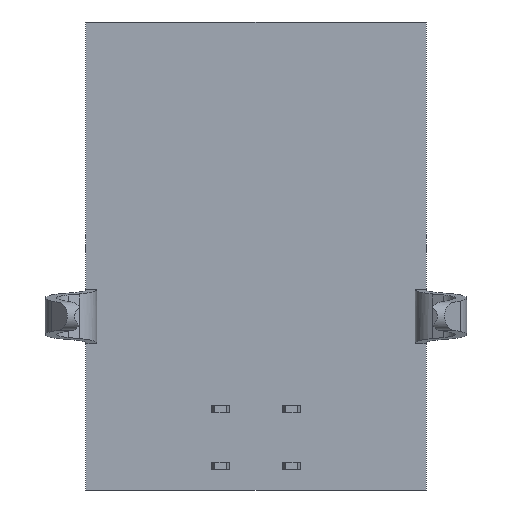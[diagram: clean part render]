
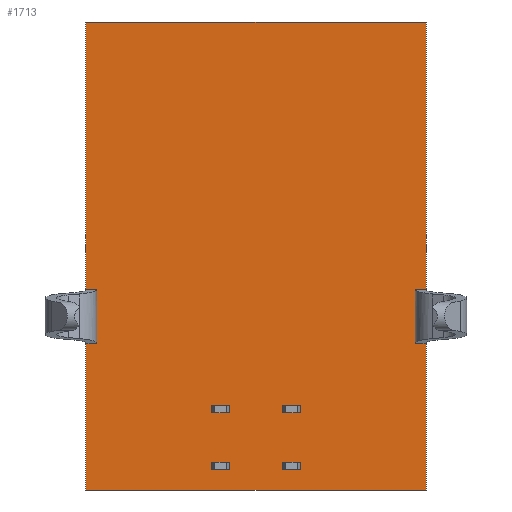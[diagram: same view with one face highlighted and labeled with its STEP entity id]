
A CAD part, front view. The second image highlights one B-rep face of the part: STEP entity #1713.
In plain terms, the highlighted planar face has unit normal (0, -1, 0).
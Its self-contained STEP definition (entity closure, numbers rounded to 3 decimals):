
#286 = PLANE('',#287);
#287 = AXIS2_PLACEMENT_3D('',#288,#289,#290);
#288 = CARTESIAN_POINT('',(-6.,5.25,8.25));
#289 = DIRECTION('',(0.,0.,1.));
#290 = DIRECTION('',(1.,0.,0.));
#929 = VERTEX_POINT('',#930);
#930 = CARTESIAN_POINT('',(-6.,-5.25,8.25));
#944 = PLANE('',#945);
#945 = AXIS2_PLACEMENT_3D('',#946,#947,#948);
#946 = CARTESIAN_POINT('',(-6.,-5.25,-8.25));
#947 = DIRECTION('',(-1.,0.,0.));
#948 = DIRECTION('',(0.,1.,0.));
#956 = EDGE_CURVE('',#957,#929,#959,.T.);
#957 = VERTEX_POINT('',#958);
#958 = CARTESIAN_POINT('',(6.,-5.25,8.25));
#959 = SURFACE_CURVE('',#960,(#964,#971),.PCURVE_S1.);
#960 = LINE('',#961,#962);
#961 = CARTESIAN_POINT('',(6.,-5.25,8.25));
#962 = VECTOR('',#963,1.);
#963 = DIRECTION('',(-1.,0.,0.));
#964 = PCURVE('',#286,#965);
#965 = DEFINITIONAL_REPRESENTATION('',(#966),#970);
#966 = LINE('',#967,#968);
#967 = CARTESIAN_POINT('',(12.,-10.5));
#968 = VECTOR('',#969,1.);
#969 = DIRECTION('',(-1.,0.));
#970 = ( GEOMETRIC_REPRESENTATION_CONTEXT(2) 
PARAMETRIC_REPRESENTATION_CONTEXT() REPRESENTATION_CONTEXT('2D SPACE',''
  ) );
#971 = PCURVE('',#972,#977);
#972 = PLANE('',#973);
#973 = AXIS2_PLACEMENT_3D('',#974,#975,#976);
#974 = CARTESIAN_POINT('',(6.,-5.25,-8.25));
#975 = DIRECTION('',(0.,-1.,0.));
#976 = DIRECTION('',(-1.,0.,0.));
#977 = DEFINITIONAL_REPRESENTATION('',(#978),#982);
#978 = LINE('',#979,#980);
#979 = CARTESIAN_POINT('',(0.,-16.5));
#980 = VECTOR('',#981,1.);
#981 = DIRECTION('',(1.,0.));
#982 = ( GEOMETRIC_REPRESENTATION_CONTEXT(2) 
PARAMETRIC_REPRESENTATION_CONTEXT() REPRESENTATION_CONTEXT('2D SPACE',''
  ) );
#998 = PLANE('',#999);
#999 = AXIS2_PLACEMENT_3D('',#1000,#1001,#1002);
#1000 = CARTESIAN_POINT('',(6.,5.25,-8.25));
#1001 = DIRECTION('',(1.,0.,0.));
#1002 = DIRECTION('',(0.,-1.,0.));
#1604 = PLANE('',#1605);
#1605 = AXIS2_PLACEMENT_3D('',#1606,#1607,#1608);
#1606 = CARTESIAN_POINT('',(-6.,5.25,-8.25));
#1607 = DIRECTION('',(0.,0.,1.));
#1608 = DIRECTION('',(1.,0.,0.));
#1619 = EDGE_CURVE('',#1620,#929,#1622,.T.);
#1620 = VERTEX_POINT('',#1621);
#1621 = CARTESIAN_POINT('',(-6.,-5.25,-8.25));
#1622 = SURFACE_CURVE('',#1623,(#1627,#1634),.PCURVE_S1.);
#1623 = LINE('',#1624,#1625);
#1624 = CARTESIAN_POINT('',(-6.,-5.25,-8.25));
#1625 = VECTOR('',#1626,1.);
#1626 = DIRECTION('',(0.,0.,1.));
#1627 = PCURVE('',#944,#1628);
#1628 = DEFINITIONAL_REPRESENTATION('',(#1629),#1633);
#1629 = LINE('',#1630,#1631);
#1630 = CARTESIAN_POINT('',(0.,0.));
#1631 = VECTOR('',#1632,1.);
#1632 = DIRECTION('',(0.,-1.));
#1633 = ( GEOMETRIC_REPRESENTATION_CONTEXT(2) 
PARAMETRIC_REPRESENTATION_CONTEXT() REPRESENTATION_CONTEXT('2D SPACE',''
  ) );
#1634 = PCURVE('',#972,#1635);
#1635 = DEFINITIONAL_REPRESENTATION('',(#1636),#1640);
#1636 = LINE('',#1637,#1638);
#1637 = CARTESIAN_POINT('',(12.,0.));
#1638 = VECTOR('',#1639,1.);
#1639 = DIRECTION('',(0.,-1.));
#1640 = ( GEOMETRIC_REPRESENTATION_CONTEXT(2) 
PARAMETRIC_REPRESENTATION_CONTEXT() REPRESENTATION_CONTEXT('2D SPACE',''
  ) );
#1670 = EDGE_CURVE('',#1671,#957,#1673,.T.);
#1671 = VERTEX_POINT('',#1672);
#1672 = CARTESIAN_POINT('',(6.,-5.25,-8.25));
#1673 = SURFACE_CURVE('',#1674,(#1678,#1685),.PCURVE_S1.);
#1674 = LINE('',#1675,#1676);
#1675 = CARTESIAN_POINT('',(6.,-5.25,-8.25));
#1676 = VECTOR('',#1677,1.);
#1677 = DIRECTION('',(0.,0.,1.));
#1678 = PCURVE('',#998,#1679);
#1679 = DEFINITIONAL_REPRESENTATION('',(#1680),#1684);
#1680 = LINE('',#1681,#1682);
#1681 = CARTESIAN_POINT('',(10.5,0.));
#1682 = VECTOR('',#1683,1.);
#1683 = DIRECTION('',(0.,-1.));
#1684 = ( GEOMETRIC_REPRESENTATION_CONTEXT(2) 
PARAMETRIC_REPRESENTATION_CONTEXT() REPRESENTATION_CONTEXT('2D SPACE',''
  ) );
#1685 = PCURVE('',#972,#1686);
#1686 = DEFINITIONAL_REPRESENTATION('',(#1687),#1691);
#1687 = LINE('',#1688,#1689);
#1688 = CARTESIAN_POINT('',(0.,-0.));
#1689 = VECTOR('',#1690,1.);
#1690 = DIRECTION('',(0.,-1.));
#1691 = ( GEOMETRIC_REPRESENTATION_CONTEXT(2) 
PARAMETRIC_REPRESENTATION_CONTEXT() REPRESENTATION_CONTEXT('2D SPACE',''
  ) );
#1713 = ADVANCED_FACE('',(#1714),#972,.T.);
#1714 = FACE_BOUND('',#1715,.T.);
#1715 = EDGE_LOOP('',(#1716,#1717,#1718,#1719));
#1716 = ORIENTED_EDGE('',*,*,#1670,.T.);
#1717 = ORIENTED_EDGE('',*,*,#956,.T.);
#1718 = ORIENTED_EDGE('',*,*,#1619,.F.);
#1719 = ORIENTED_EDGE('',*,*,#1720,.F.);
#1720 = EDGE_CURVE('',#1671,#1620,#1721,.T.);
#1721 = SURFACE_CURVE('',#1722,(#1726,#1733),.PCURVE_S1.);
#1722 = LINE('',#1723,#1724);
#1723 = CARTESIAN_POINT('',(6.,-5.25,-8.25));
#1724 = VECTOR('',#1725,1.);
#1725 = DIRECTION('',(-1.,0.,0.));
#1726 = PCURVE('',#972,#1727);
#1727 = DEFINITIONAL_REPRESENTATION('',(#1728),#1732);
#1728 = LINE('',#1729,#1730);
#1729 = CARTESIAN_POINT('',(0.,-0.));
#1730 = VECTOR('',#1731,1.);
#1731 = DIRECTION('',(1.,0.));
#1732 = ( GEOMETRIC_REPRESENTATION_CONTEXT(2) 
PARAMETRIC_REPRESENTATION_CONTEXT() REPRESENTATION_CONTEXT('2D SPACE',''
  ) );
#1733 = PCURVE('',#1604,#1734);
#1734 = DEFINITIONAL_REPRESENTATION('',(#1735),#1739);
#1735 = LINE('',#1736,#1737);
#1736 = CARTESIAN_POINT('',(12.,-10.5));
#1737 = VECTOR('',#1738,1.);
#1738 = DIRECTION('',(-1.,0.));
#1739 = ( GEOMETRIC_REPRESENTATION_CONTEXT(2) 
PARAMETRIC_REPRESENTATION_CONTEXT() REPRESENTATION_CONTEXT('2D SPACE',''
  ) );
